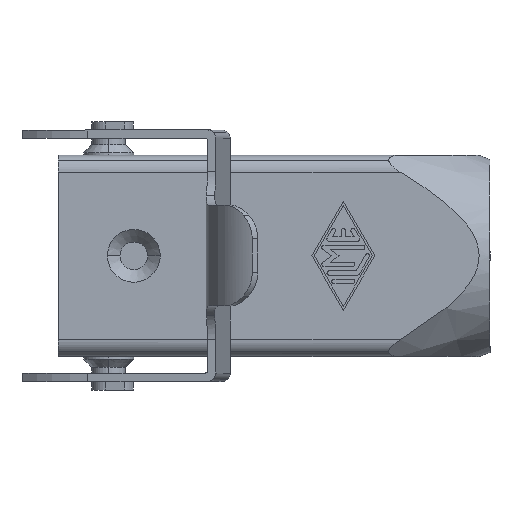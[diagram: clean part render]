
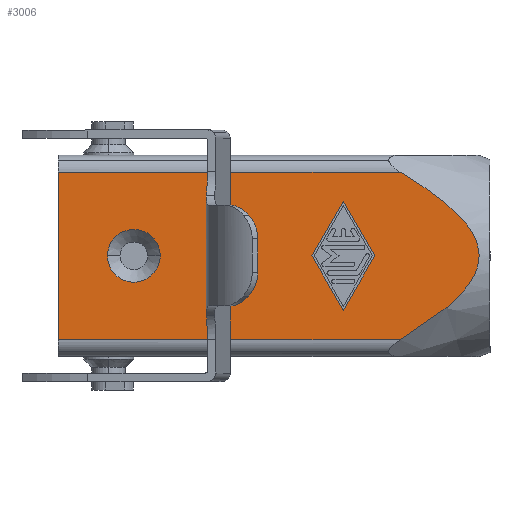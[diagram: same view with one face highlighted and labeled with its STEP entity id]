
A CAD part, top view. The second image highlights one B-rep face of the part: STEP entity #3006.
In plain terms, the highlighted planar face has unit normal (0, 0, 1).
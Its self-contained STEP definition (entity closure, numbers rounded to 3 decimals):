
#724=CARTESIAN_POINT('',(12.15,0.0,12.));
#725=VERTEX_POINT('',#724);
#733=CARTESIAN_POINT('',(5.85,0.,12.));
#734=VERTEX_POINT('',#733);
#741=CARTESIAN_POINT('',(9.,0.0,12.));
#742=DIRECTION('',(0.0,0.0,-1.0));
#743=DIRECTION('',(1.0,0.0,0.0));
#744=AXIS2_PLACEMENT_3D('',#741,#742,#743);
#745=CIRCLE('',#744,3.15);
#746=EDGE_CURVE('',#725,#734,#745,.T.);
#812=CARTESIAN_POINT('',(0.0,10.0,12.));
#813=VERTEX_POINT('',#812);
#821=CARTESIAN_POINT('',(40.787,10.0,12.));
#822=VERTEX_POINT('',#821);
#823=CARTESIAN_POINT('',(0.0,10.0,12.));
#824=DIRECTION('',(1.0,0.0,0.0));
#825=VECTOR('',#824,40.787);
#826=LINE('',#823,#825);
#827=EDGE_CURVE('',#813,#822,#826,.T.);
#885=CARTESIAN_POINT('',(40.787,-10.,12.));
#886=VERTEX_POINT('',#885);
#887=CARTESIAN_POINT('',(40.787,-10.,12.));
#888=CARTESIAN_POINT('',(57.431,0.,12.));
#889=CARTESIAN_POINT('',(40.787,10.0,12.));
#897=(BOUNDED_CURVE()B_SPLINE_CURVE(2,(#887,#888,#889),.UNSPECIFIED.,.F.,.U.)B_SPLINE_CURVE_WITH_KNOTS((3,3),(0.335,3.583),.UNSPECIFIED.)CURVE()GEOMETRIC_REPRESENTATION_ITEM()RATIONAL_B_SPLINE_CURVE((1.074,1.398,1.074))REPRESENTATION_ITEM(''));
#898=EDGE_CURVE('',#886,#822,#897,.T.);
#2202=CARTESIAN_POINT('',(34.0,-6.5,12.));
#2203=VERTEX_POINT('',#2202);
#2210=CARTESIAN_POINT('',(37.75,0.,12.));
#2211=VERTEX_POINT('',#2210);
#2212=CARTESIAN_POINT('',(37.75,0.,12.));
#2213=DIRECTION('',(-0.5,-0.866,0.0));
#2214=VECTOR('',#2213,7.504);
#2215=LINE('',#2212,#2214);
#2216=EDGE_CURVE('',#2211,#2203,#2215,.T.);
#2241=CARTESIAN_POINT('',(34.0,6.5,12.));
#2242=VERTEX_POINT('',#2241);
#2243=CARTESIAN_POINT('',(34.0,6.5,12.));
#2244=DIRECTION('',(0.5,-0.866,0.0));
#2245=VECTOR('',#2244,7.504);
#2246=LINE('',#2243,#2245);
#2247=EDGE_CURVE('',#2242,#2211,#2246,.T.);
#2272=CARTESIAN_POINT('',(30.25,0.,12.));
#2273=VERTEX_POINT('',#2272);
#2274=CARTESIAN_POINT('',(30.25,0.,12.));
#2275=DIRECTION('',(0.5,0.866,0.0));
#2276=VECTOR('',#2275,7.504);
#2277=LINE('',#2274,#2276);
#2278=EDGE_CURVE('',#2273,#2242,#2277,.T.);
#2301=CARTESIAN_POINT('',(34.0,-6.5,12.));
#2302=DIRECTION('',(-0.5,0.866,0.0));
#2303=VECTOR('',#2302,7.504);
#2304=LINE('',#2301,#2303);
#2305=EDGE_CURVE('',#2203,#2273,#2304,.T.);
#2967=CARTESIAN_POINT('',(0.0,-12.,12.));
#2968=DIRECTION('',(0.0,0.0,1.0));
#2969=DIRECTION('',(1.0,0.0,0.0));
#2970=AXIS2_PLACEMENT_3D('',#2967,#2968,#2969);
#2971=PLANE('',#2970);
#2972=ORIENTED_EDGE('',*,*,#898,.T.);
#2973=ORIENTED_EDGE('',*,*,#827,.F.);
#2974=CARTESIAN_POINT('',(0.0,-10.0,12.));
#2975=VERTEX_POINT('',#2974);
#2976=CARTESIAN_POINT('',(0.0,10.0,12.));
#2977=DIRECTION('',(0.0,-1.0,0.0));
#2978=VECTOR('',#2977,20.0);
#2979=LINE('',#2976,#2978);
#2980=EDGE_CURVE('',#813,#2975,#2979,.T.);
#2981=ORIENTED_EDGE('',*,*,#2980,.T.);
#2982=CARTESIAN_POINT('',(40.787,-10.,12.));
#2983=DIRECTION('',(-1.0,0.0,0.0));
#2984=VECTOR('',#2983,40.787);
#2985=LINE('',#2982,#2984);
#2986=EDGE_CURVE('',#886,#2975,#2985,.T.);
#2987=ORIENTED_EDGE('',*,*,#2986,.F.);
#2988=EDGE_LOOP('',(#2972,#2973,#2981,#2987));
#2989=FACE_OUTER_BOUND('',#2988,.T.);
#2990=ORIENTED_EDGE('',*,*,#746,.T.);
#2991=CARTESIAN_POINT('',(9.,0.0,12.));
#2992=DIRECTION('',(0.0,0.0,-1.0));
#2993=DIRECTION('',(1.0,0.0,0.0));
#2994=AXIS2_PLACEMENT_3D('',#2991,#2992,#2993);
#2995=CIRCLE('',#2994,3.15);
#2996=EDGE_CURVE('',#734,#725,#2995,.T.);
#2997=ORIENTED_EDGE('',*,*,#2996,.T.);
#2998=EDGE_LOOP('',(#2990,#2997));
#2999=FACE_BOUND('',#2998,.T.);
#3000=ORIENTED_EDGE('',*,*,#2216,.T.);
#3001=ORIENTED_EDGE('',*,*,#2305,.T.);
#3002=ORIENTED_EDGE('',*,*,#2278,.T.);
#3003=ORIENTED_EDGE('',*,*,#2247,.T.);
#3004=EDGE_LOOP('',(#3000,#3001,#3002,#3003));
#3005=FACE_BOUND('',#3004,.T.);
#3006=ADVANCED_FACE('',(#2989,#2999,#3005),#2971,.T.);
